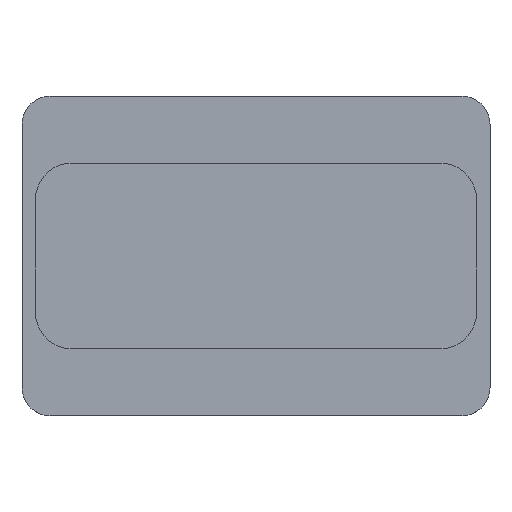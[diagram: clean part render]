
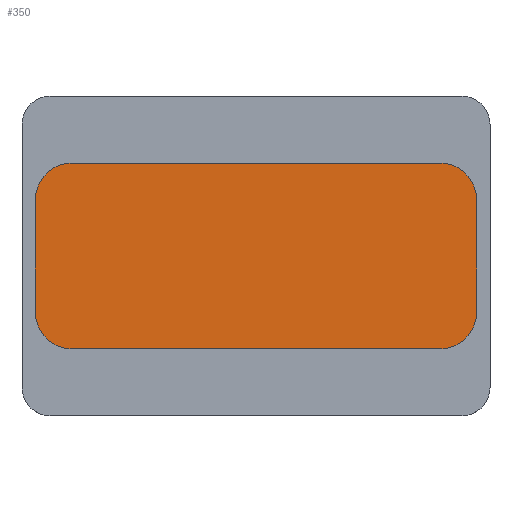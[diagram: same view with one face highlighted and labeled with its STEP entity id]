
A CAD part, top view. The second image highlights one B-rep face of the part: STEP entity #350.
In plain terms, the highlighted planar face has unit normal (0, 0, 1).
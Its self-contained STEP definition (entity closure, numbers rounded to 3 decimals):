
#31=CIRCLE($,#377,5.5);
#32=CIRCLE($,#380,5.5);
#33=CIRCLE($,#384,5.5);
#34=CIRCLE($,#387,5.5);
#60=FACE_OUTER_BOUND($,#80,.T.);
#80=EDGE_LOOP($,(#306,#307,#308,#309,#310,#311,#312,#313));
#105=LINE($,#569,#137);
#108=LINE($,#577,#140);
#110=LINE($,#582,#142);
#112=LINE($,#588,#144);
#137=VECTOR($,#463,55.);
#140=VECTOR($,#472,16.8);
#142=VECTOR($,#476,55.);
#144=VECTOR($,#484,16.8);
#170=VERTEX_POINT($,#561);
#171=VERTEX_POINT($,#563);
#172=VERTEX_POINT($,#567);
#173=VERTEX_POINT($,#571);
#174=VERTEX_POINT($,#575);
#175=VERTEX_POINT($,#579);
#176=VERTEX_POINT($,#581);
#177=VERTEX_POINT($,#587);
#211=EDGE_CURVE($,#171,#170,#31,.T.);
#214=EDGE_CURVE($,#170,#172,#105,.T.);
#216=EDGE_CURVE($,#172,#173,#32,.T.);
#218=EDGE_CURVE($,#173,#174,#108,.T.);
#220=EDGE_CURVE($,#176,#175,#110,.T.);
#222=EDGE_CURVE($,#174,#176,#33,.T.);
#223=EDGE_CURVE($,#177,#171,#112,.T.);
#225=EDGE_CURVE($,#175,#177,#34,.T.);
#306=ORIENTED_EDGE($,*,*,#225,.T.);
#307=ORIENTED_EDGE($,*,*,#223,.T.);
#308=ORIENTED_EDGE($,*,*,#211,.T.);
#309=ORIENTED_EDGE($,*,*,#214,.T.);
#310=ORIENTED_EDGE($,*,*,#216,.T.);
#311=ORIENTED_EDGE($,*,*,#218,.T.);
#312=ORIENTED_EDGE($,*,*,#222,.T.);
#313=ORIENTED_EDGE($,*,*,#220,.T.);
#331=PLANE($,#388);
#350=ADVANCED_FACE($,(#60),#331,.T.);
#377=AXIS2_PLACEMENT_3D($,#564,#457,#458);
#380=AXIS2_PLACEMENT_3D($,#573,#467,#468);
#384=AXIS2_PLACEMENT_3D($,#585,#480,#481);
#387=AXIS2_PLACEMENT_3D($,#591,#488,#489);
#388=AXIS2_PLACEMENT_3D($,#592,#490,#491);
#457=DIRECTION('center_axis',(0.,0.,1.));
#458=DIRECTION('ref_axis',(-1.,0.,0.));
#463=DIRECTION($,(1.,0.,0.));
#467=DIRECTION('center_axis',(0.,0.,1.));
#468=DIRECTION('ref_axis',(0.,-1.,0.));
#472=DIRECTION($,(0.,1.,0.));
#476=DIRECTION($,(-1.,0.,0.));
#480=DIRECTION('center_axis',(0.,0.,1.));
#481=DIRECTION('ref_axis',(1.,0.,0.));
#484=DIRECTION($,(0.,-1.,0.));
#488=DIRECTION('center_axis',(0.,0.,1.));
#489=DIRECTION('ref_axis',(0.,1.,0.));
#490=DIRECTION('center_axis',(0.,0.,1.));
#491=DIRECTION('ref_axis',(1.,0.,0.));
#561=CARTESIAN_POINT('',(7.5,-13.9,0.5));
#563=CARTESIAN_POINT('',(2.,-8.4,0.5));
#564=CARTESIAN_POINT('Origin',(7.5,-8.4,0.5));
#567=CARTESIAN_POINT('',(62.5,-13.9,0.5));
#569=CARTESIAN_POINT($,(7.5,-13.9,0.5));
#571=CARTESIAN_POINT('',(68.,-8.4,0.5));
#573=CARTESIAN_POINT('Origin',(62.5,-8.4,0.5));
#575=CARTESIAN_POINT('',(68.,8.4,0.5));
#577=CARTESIAN_POINT($,(68.,-8.4,0.5));
#579=CARTESIAN_POINT('',(7.5,13.9,0.5));
#581=CARTESIAN_POINT('',(62.5,13.9,0.5));
#582=CARTESIAN_POINT($,(62.5,13.9,0.5));
#585=CARTESIAN_POINT('Origin',(62.5,8.4,0.5));
#587=CARTESIAN_POINT('',(2.,8.4,0.5));
#588=CARTESIAN_POINT($,(2.,8.4,0.5));
#591=CARTESIAN_POINT('Origin',(7.5,8.4,0.5));
#592=CARTESIAN_POINT('Origin',(35.,0.,0.5));
